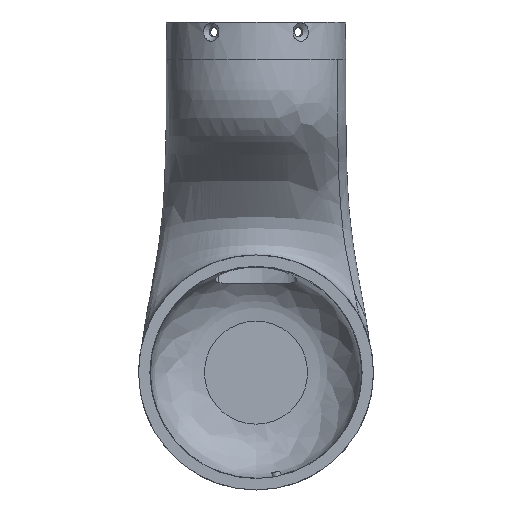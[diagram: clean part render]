
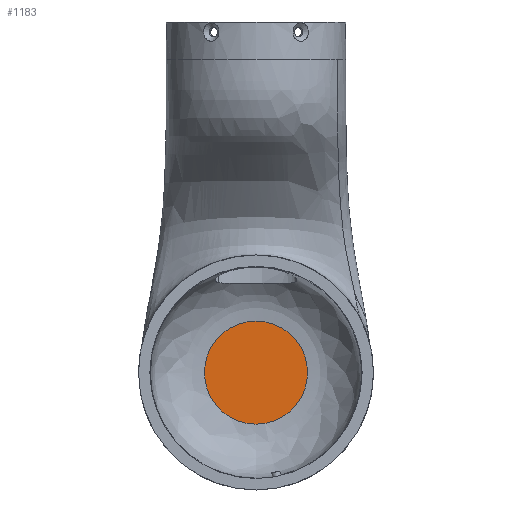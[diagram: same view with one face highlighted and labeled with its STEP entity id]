
A CAD part, top view. The second image highlights one B-rep face of the part: STEP entity #1183.
In plain terms, the highlighted planar face has unit normal (0, 0, 1).
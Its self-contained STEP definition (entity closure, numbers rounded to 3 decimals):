
#21=PLANE('',#1293);
#132=FACE_OUTER_BOUND('',#223,.T.);
#223=EDGE_LOOP('',(#1044));
#464=CIRCLE('',#1273,18.099);
#544=VERTEX_POINT('',#2900);
#687=EDGE_CURVE('',#544,#544,#464,.T.);
#1044=ORIENTED_EDGE('',*,*,#687,.T.);
#1183=ADVANCED_FACE('',(#132),#21,.T.);
#1273=AXIS2_PLACEMENT_3D('',#2901,#1451,#1452);
#1293=AXIS2_PLACEMENT_3D('',#10425,#1499,#1500);
#1451=DIRECTION('center_axis',(0.,0.,1.));
#1452=DIRECTION('ref_axis',(1.,0.,0.));
#1499=DIRECTION('center_axis',(0.,0.,1.));
#1500=DIRECTION('ref_axis',(1.,0.,0.));
#2900=CARTESIAN_POINT('',(-18.099,0.,-29.5));
#2901=CARTESIAN_POINT('Origin',(0.,0.,-29.5));
#10425=CARTESIAN_POINT('Origin',(0.,0.,-29.5));
